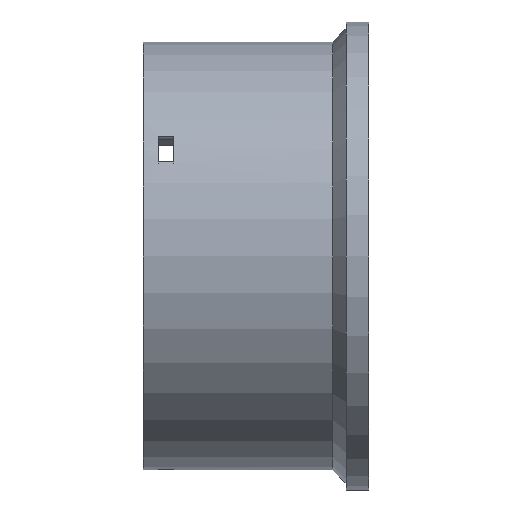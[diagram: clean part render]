
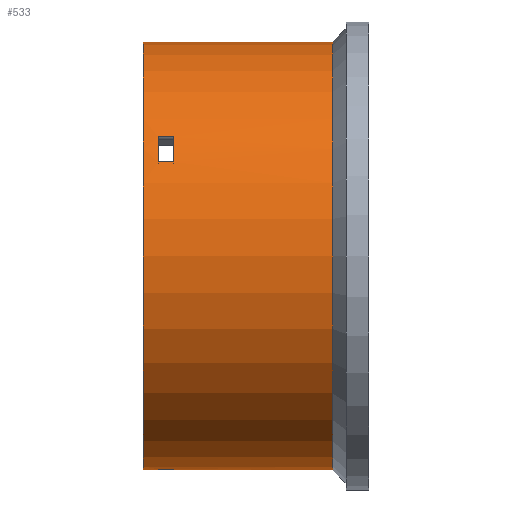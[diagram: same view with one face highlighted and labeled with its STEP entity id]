
A CAD part, left-side view. The second image highlights one B-rep face of the part: STEP entity #533.
In plain terms, the highlighted cylindrical face has radius 47.5 mm (diameter 95 mm), a full revolution.
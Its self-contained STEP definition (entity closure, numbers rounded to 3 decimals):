
#22=FACE_BOUND('',#103,.T.);
#23=FACE_BOUND('',#104,.T.);
#24=FACE_BOUND('',#105,.T.);
#68=FACE_OUTER_BOUND('',#102,.T.);
#102=EDGE_LOOP('',(#466,#467,#468,#469));
#103=EDGE_LOOP('',(#470,#471,#472,#473));
#104=EDGE_LOOP('',(#474,#475,#476,#477));
#105=EDGE_LOOP('',(#478,#479,#480,#481));
#124=CIRCLE('',#573,47.5);
#127=CIRCLE('',#579,47.5);
#137=CIRCLE('',#594,47.5);
#139=CIRCLE('',#598,47.5);
#145=CIRCLE('',#608,47.5);
#147=CIRCLE('',#611,47.5);
#149=CIRCLE('',#617,47.5);
#150=CIRCLE('',#618,47.5);
#154=LINE('',#800,#191);
#156=LINE('',#809,#193);
#158=LINE('',#818,#195);
#170=LINE('',#859,#207);
#180=LINE('',#904,#217);
#186=LINE('',#926,#223);
#188=LINE('',#933,#225);
#191=VECTOR('',#631,10.);
#193=VECTOR('',#639,10.);
#195=VECTOR('',#647,10.);
#207=VECTOR('',#689,10.);
#217=VECTOR('',#741,10.);
#223=VECTOR('',#767,10.);
#225=VECTOR('',#775,47.5);
#228=VERTEX_POINT('',#798);
#229=VERTEX_POINT('',#799);
#232=VERTEX_POINT('',#807);
#233=VERTEX_POINT('',#808);
#236=VERTEX_POINT('',#816);
#237=VERTEX_POINT('',#817);
#242=VERTEX_POINT('',#829);
#251=VERTEX_POINT('',#858);
#264=VERTEX_POINT('',#902);
#265=VERTEX_POINT('',#903);
#268=VERTEX_POINT('',#911);
#270=VERTEX_POINT('',#918);
#272=VERTEX_POINT('',#930);
#273=VERTEX_POINT('',#932);
#277=EDGE_CURVE('',#228,#229,#154,.T.);
#281=EDGE_CURVE('',#232,#233,#156,.T.);
#285=EDGE_CURVE('',#236,#237,#158,.T.);
#291=EDGE_CURVE('',#242,#236,#124,.T.);
#301=EDGE_CURVE('',#229,#232,#127,.T.);
#306=EDGE_CURVE('',#251,#242,#170,.T.);
#320=EDGE_CURVE('',#233,#228,#137,.T.);
#323=EDGE_CURVE('',#237,#251,#139,.T.);
#329=EDGE_CURVE('',#264,#265,#180,.T.);
#333=EDGE_CURVE('',#268,#264,#145,.T.);
#337=EDGE_CURVE('',#265,#270,#147,.T.);
#341=EDGE_CURVE('',#270,#268,#186,.T.);
#343=EDGE_CURVE('',#272,#272,#149,.T.);
#344=EDGE_CURVE('',#272,#273,#188,.T.);
#345=EDGE_CURVE('',#273,#273,#150,.T.);
#466=ORIENTED_EDGE('',*,*,#343,.F.);
#467=ORIENTED_EDGE('',*,*,#344,.T.);
#468=ORIENTED_EDGE('',*,*,#345,.T.);
#469=ORIENTED_EDGE('',*,*,#344,.F.);
#470=ORIENTED_EDGE('',*,*,#277,.T.);
#471=ORIENTED_EDGE('',*,*,#301,.T.);
#472=ORIENTED_EDGE('',*,*,#281,.T.);
#473=ORIENTED_EDGE('',*,*,#320,.T.);
#474=ORIENTED_EDGE('',*,*,#323,.T.);
#475=ORIENTED_EDGE('',*,*,#306,.T.);
#476=ORIENTED_EDGE('',*,*,#291,.T.);
#477=ORIENTED_EDGE('',*,*,#285,.T.);
#478=ORIENTED_EDGE('',*,*,#337,.T.);
#479=ORIENTED_EDGE('',*,*,#341,.T.);
#480=ORIENTED_EDGE('',*,*,#333,.T.);
#481=ORIENTED_EDGE('',*,*,#329,.T.);
#509=CYLINDRICAL_SURFACE('',#616,47.5);
#533=ADVANCED_FACE('',(#68,#22,#23,#24),#509,.T.);
#573=AXIS2_PLACEMENT_3D('',#830,#658,#659);
#579=AXIS2_PLACEMENT_3D('',#849,#677,#678);
#594=AXIS2_PLACEMENT_3D('',#884,#716,#717);
#598=AXIS2_PLACEMENT_3D('',#890,#725,#726);
#608=AXIS2_PLACEMENT_3D('',#912,#749,#750);
#611=AXIS2_PLACEMENT_3D('',#919,#757,#758);
#616=AXIS2_PLACEMENT_3D('',#929,#771,#772);
#617=AXIS2_PLACEMENT_3D('',#931,#773,#774);
#618=AXIS2_PLACEMENT_3D('',#934,#776,#777);
#631=DIRECTION('',(0.,1.,0.));
#639=DIRECTION('',(0.,-1.,0.));
#647=DIRECTION('',(0.,-1.,0.));
#658=DIRECTION('center_axis',(0.,1.,0.));
#659=DIRECTION('ref_axis',(1.,0.,0.));
#677=DIRECTION('center_axis',(0.,1.,0.));
#678=DIRECTION('ref_axis',(1.,0.,0.));
#689=DIRECTION('',(0.,1.,0.));
#716=DIRECTION('center_axis',(0.,-1.,0.));
#717=DIRECTION('ref_axis',(1.,0.,0.));
#725=DIRECTION('center_axis',(0.,-1.,0.));
#726=DIRECTION('ref_axis',(1.,0.,0.));
#741=DIRECTION('',(0.,-1.,0.));
#749=DIRECTION('center_axis',(0.,1.,0.));
#750=DIRECTION('ref_axis',(1.,0.,0.));
#757=DIRECTION('center_axis',(0.,-1.,0.));
#758=DIRECTION('ref_axis',(1.,0.,0.));
#767=DIRECTION('',(0.,1.,0.));
#771=DIRECTION('center_axis',(0.,1.,0.));
#772=DIRECTION('ref_axis',(1.,0.,0.));
#773=DIRECTION('center_axis',(0.,1.,0.));
#774=DIRECTION('ref_axis',(1.,0.,0.));
#775=DIRECTION('',(0.,-1.,0.));
#776=DIRECTION('center_axis',(0.,1.,0.));
#777=DIRECTION('ref_axis',(1.,0.,0.));
#798=CARTESIAN_POINT('',(39.439,43.25,26.473));
#799=CARTESIAN_POINT('',(39.439,46.75,26.473));
#800=CARTESIAN_POINT('',(39.439,45.,26.473));
#807=CARTESIAN_POINT('',(42.646,46.75,20.919));
#808=CARTESIAN_POINT('',(42.646,43.25,20.919));
#809=CARTESIAN_POINT('',(42.646,45.,20.919));
#816=CARTESIAN_POINT('',(-39.439,46.75,26.473));
#817=CARTESIAN_POINT('',(-39.439,43.25,26.473));
#818=CARTESIAN_POINT('',(-39.439,45.,26.473));
#829=CARTESIAN_POINT('',(-42.646,46.75,20.919));
#830=CARTESIAN_POINT('Origin',(0.,46.75,0.));
#849=CARTESIAN_POINT('Origin',(0.,46.75,0.));
#858=CARTESIAN_POINT('',(-42.646,43.25,20.919));
#859=CARTESIAN_POINT('',(-42.646,45.,20.919));
#884=CARTESIAN_POINT('Origin',(0.,43.25,0.));
#890=CARTESIAN_POINT('Origin',(0.,43.25,0.));
#902=CARTESIAN_POINT('',(-3.206,46.75,-47.392));
#903=CARTESIAN_POINT('',(-3.206,43.25,-47.392));
#904=CARTESIAN_POINT('',(-3.206,45.,-47.392));
#911=CARTESIAN_POINT('',(3.206,46.75,-47.392));
#912=CARTESIAN_POINT('Origin',(0.,46.75,0.));
#918=CARTESIAN_POINT('',(3.206,43.25,-47.392));
#919=CARTESIAN_POINT('Origin',(0.,43.25,0.));
#926=CARTESIAN_POINT('',(3.206,45.,-47.392));
#929=CARTESIAN_POINT('Origin',(0.,29.,0.));
#930=CARTESIAN_POINT('',(-47.5,50.,0.));
#931=CARTESIAN_POINT('Origin',(0.,50.,0.));
#932=CARTESIAN_POINT('',(-47.5,8.,0.));
#933=CARTESIAN_POINT('',(-47.5,29.,0.));
#934=CARTESIAN_POINT('Origin',(0.,8.,0.));
